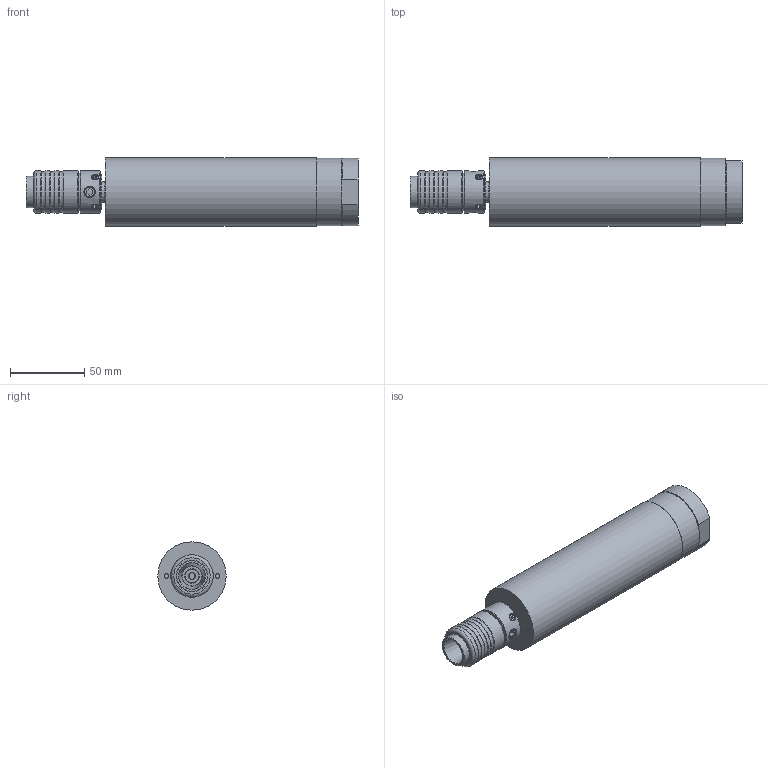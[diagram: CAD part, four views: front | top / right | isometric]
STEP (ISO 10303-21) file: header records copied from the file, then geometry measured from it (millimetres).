
FILE_DESCRIPTION(/* description */ ('ES 170 WS-ST'),/* implementation_level */ '2;1');
FILE_NAME(/* name */ 'ES 170 WS-ST_60063847.stp',/* time_stamp */ '2023-08-29T10:29:44+02:00',/* author */ ('DSteinicke'),/* organization */ (''),/* preprocessor_version */ 'ST-DEVELOPER v19.2',/* originating_system */ 'Autodesk Inventor 2024',/* authorisation */ '');
FILE_SCHEMA (('AUTOMOTIVE_DESIGN { 1 0 10303 214 3 1 1 }'));
Length unit declared in the file: millimetre
Products named in the file (1): 60063847
Bounding box: 223.5 x 46 x 46 mm (x, y, z)
Volume: 304356.5 mm3; surface area: 36130.7 mm2
Topology: 1 solids, 1 shells, 194 faces, 473 edges, 315 vertices
Faces by surface type: plane 117, cylinder 42, cone 23, torus 6, bspline 6
Full cylindrical faces by diameter (mm): 3 x2, 4.459 x1, 5.2 x1, 6.647 x2, 8.9 x1, 9 x1, 11.445 x1, 13.8 x1, 14 x2, 14.95 x2, 16 x1, 21 x1, 21.1 x1, 23 x1, 25 x1, 28.4 x4, 28.6 x1, 45.5 x1, 46 x1
Entity records: 6968 total; most frequent: CARTESIAN_POINT 2198, ORIENTED_EDGE 946, DIRECTION 930, EDGE_CURVE 473, AXIS2_PLACEMENT_3D 326, VERTEX_POINT 315, LINE 278, VECTOR 278
